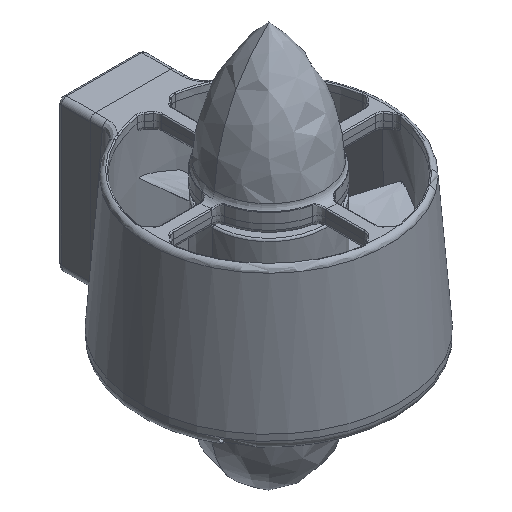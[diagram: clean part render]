
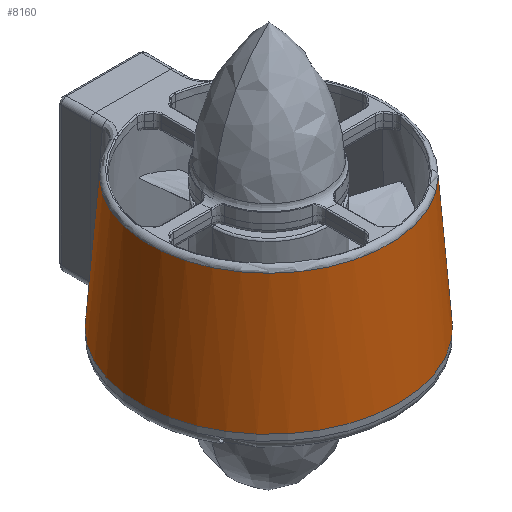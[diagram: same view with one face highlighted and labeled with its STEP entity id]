
A CAD part, isometric view. The second image highlights one B-rep face of the part: STEP entity #8160.
In plain terms, the highlighted toroidal (fillet/blend) face has major radius 333.488 mm and minor radius 300 mm.
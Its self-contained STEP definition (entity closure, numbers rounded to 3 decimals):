
#1885=CARTESIAN_POINT('',(-14.962,33.106,
-38.5));
#1887=CARTESIAN_POINT('',(0.,0.,-38.5));
#1888=DIRECTION('',(0.,0.,1.));
#1889=DIRECTION('',(-0.412,0.911,0.));
#1890=AXIS2_PLACEMENT_3D('',#1887,#1888,#1889);
#1897=CARTESIAN_POINT('',(14.962,33.106,-38.5));
#2395=CARTESIAN_POINT('',(0.,0.,-1.479));
#2396=DIRECTION('',(0.,0.,1.));
#2397=DIRECTION('',(-0.441,0.897,0.));
#2398=AXIS2_PLACEMENT_3D('',#2395,#2396,#2397);
#2400=CARTESIAN_POINT('',(14.793,30.076,-1.479));
#2401=CARTESIAN_POINT('',(14.797,30.137,-5.549));
#2402=CARTESIAN_POINT('',(14.815,30.44,-13.726));
#2403=CARTESIAN_POINT('',(14.872,31.448,-26.094));
#2404=CARTESIAN_POINT('',(14.93,32.491,-34.362));
#2405=CARTESIAN_POINT('',(14.962,33.106,-38.5));
#2407=CARTESIAN_POINT('',(-14.962,33.106,
-38.5));
#2408=CARTESIAN_POINT('',(-14.93,32.491,
-34.362));
#2409=CARTESIAN_POINT('',(-14.872,31.448,
-26.094));
#2410=CARTESIAN_POINT('',(-14.815,30.44,
-13.726));
#2411=CARTESIAN_POINT('',(-14.797,30.137,
-5.549));
#2412=CARTESIAN_POINT('',(-14.793,30.076,
-1.479));
#4069=CARTESIAN_POINT('',(-14.793,30.076,
-1.479));
#4070=CARTESIAN_POINT('',(14.793,30.076,-1.479));
#4071=VERTEX_POINT('',#4069);
#4072=VERTEX_POINT('',#4070);
#4120=VERTEX_POINT('',#1897);
#4122=VERTEX_POINT('',#1885);
#8148=CARTESIAN_POINT('',(0.,0.,2.697));
#8149=DIRECTION('',(0.,0.,1.));
#8150=DIRECTION('',(-1.,0.,0.));
#8151=AXIS2_PLACEMENT_3D('',#8148,#8149,#8150);
#8152=TOROIDAL_SURFACE('',#8151,333.488,300.);
#8153=ORIENTED_EDGE('',*,*,#5311,.T.);
#8154=ORIENTED_EDGE('',*,*,#8130,.T.);
#8155=ORIENTED_EDGE('',*,*,#7259,.F.);
#8157=ORIENTED_EDGE('',*,*,#8156,.T.);
#8158=EDGE_LOOP('',(#8153,#8154,#8155,#8157));
#8159=FACE_OUTER_BOUND('',#8158,.F.);
#8160=ADVANCED_FACE('',(#8159),#8152,.F.);
#1891=CIRCLE('',#1890,36.33);
#2399=CIRCLE('',#2398,33.517);
#2406=B_SPLINE_CURVE_WITH_KNOTS('',3,(#2400,#2401,#2402,#2403,#2404,#2405),
.UNSPECIFIED.,.F.,.F.,(4,1,1,4),(0.,0.333,0.667,1.),
.UNSPECIFIED.);
#2413=B_SPLINE_CURVE_WITH_KNOTS('',3,(#2407,#2408,#2409,#2410,#2411,#2412),
.UNSPECIFIED.,.F.,.F.,(4,1,1,4),(0.,0.333,0.667,1.),
.UNSPECIFIED.);
#5311=EDGE_CURVE('',#4071,#4072,#2399,.T.);
#7259=EDGE_CURVE('',#4122,#4120,#1891,.T.);
#8130=EDGE_CURVE('',#4072,#4120,#2406,.T.);
#8156=EDGE_CURVE('',#4122,#4071,#2413,.T.);
